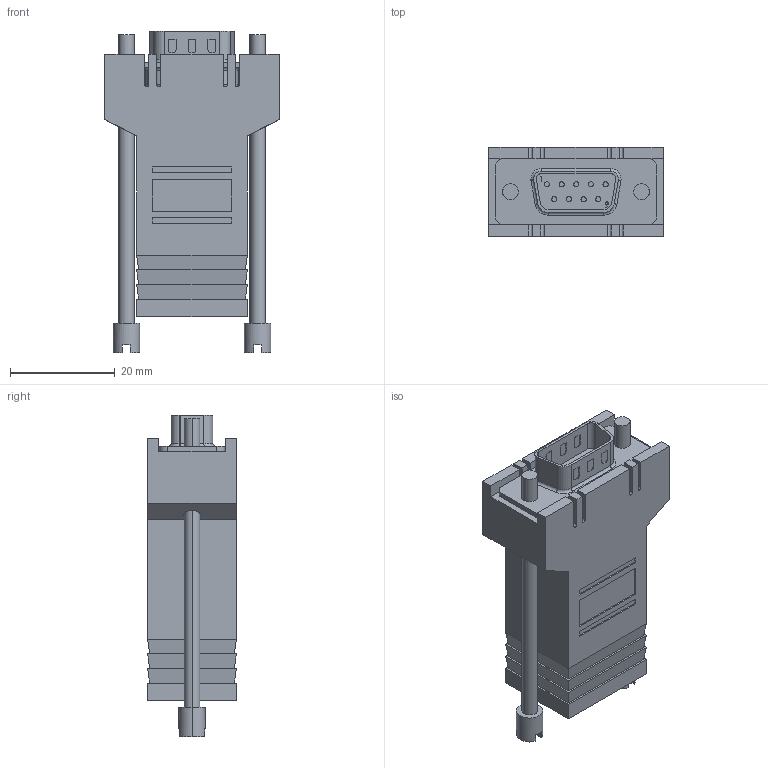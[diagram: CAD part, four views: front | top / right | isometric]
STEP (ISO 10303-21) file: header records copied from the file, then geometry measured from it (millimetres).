
FILE_DESCRIPTION (( 'STEP AP203' ), '1' );
FILE_NAME ('RS9EMI8M.STEP', '2006-06-23T20:14:27', ( 'lcom' ), ( 'lcom' ), 'SwSTEP 2.0', 'SolidWorks 2006004', '' );
FILE_SCHEMA (( 'CONFIG_CONTROL_DESIGN' ));
Length unit declared in the file: inch
Products named in the file (4): RS9EMI8M; 3AA05-003; C&P9M; RS9EMI8
Assembly tree (4 placements, depth 2):
  RS9EMI8M
    RS9EMI8
    3AA05-003  x2
    C&P9M
Bounding box: 33.27 x 16.92 x 61.26 mm (x, y, z)
Volume: 13974.1 mm3; surface area: 11921.8 mm2
Topology: 4 solids, 4 shells, 451 faces, 1169 edges, 767 vertices
Faces by surface type: plane 282, cylinder 140, torus 20, bspline 9
Entity records: 14750 total; most frequent: CARTESIAN_POINT 3198, DIRECTION 2298, ORIENTED_EDGE 2290, EDGE_CURVE 1145, LINE 824, VECTOR 824, VERTEX_POINT 751, AXIS2_PLACEMENT_3D 737
